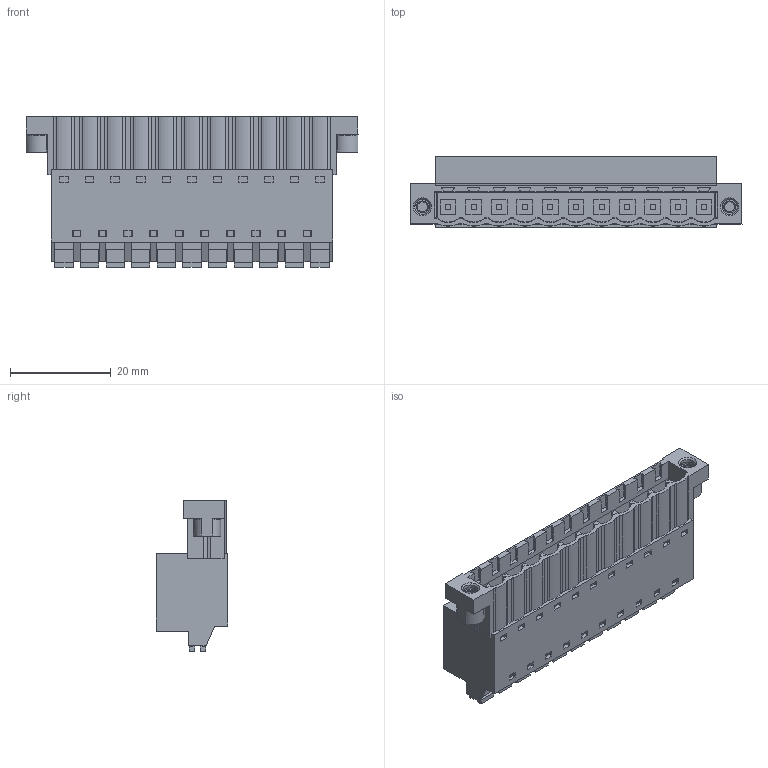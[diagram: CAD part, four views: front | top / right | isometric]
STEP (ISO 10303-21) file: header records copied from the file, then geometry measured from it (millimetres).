
FILE_DESCRIPTION(('CATIA V5 STEP Exchange','CAx-IF Rec.Pracs.--- Model Styling and Organization---1.4--- 2014-01-23'),'2;1');
FILE_NAME ('011706-2_1_1335780000_1335780000.stp','2021-09-07T05:29:58+00:00',('none'),('Weidmueller'),'CATIA Version 5-6 Release 2016 SP3 HF44','CATIA V5 STEP AP214','none');
FILE_SCHEMA(('AUTOMOTIVE_DESIGN { 1 0 10303 214 1 1 1 1 }'));
Length unit declared in the file: millimetre
Products named in the file (1): 1335780000
Bounding box: 65.88 x 14.2 x 29.93 mm (x, y, z)
Volume: 12645.1 mm3; surface area: 11653.1 mm2
Topology: 25 solids, 25 shells, 1176 faces, 3082 edges, 2014 vertices
Faces by surface type: plane 989, cylinder 135, cone 22, extrusion 22, torus 8
Entity records: 35307 total; most frequent: CARTESIAN_POINT 7789, ORIENTED_EDGE 6164, DIRECTION 4617, EDGE_CURVE 3082, VECTOR 2743, LINE 2721, VERTEX_POINT 2014, EDGE_LOOP 1304
